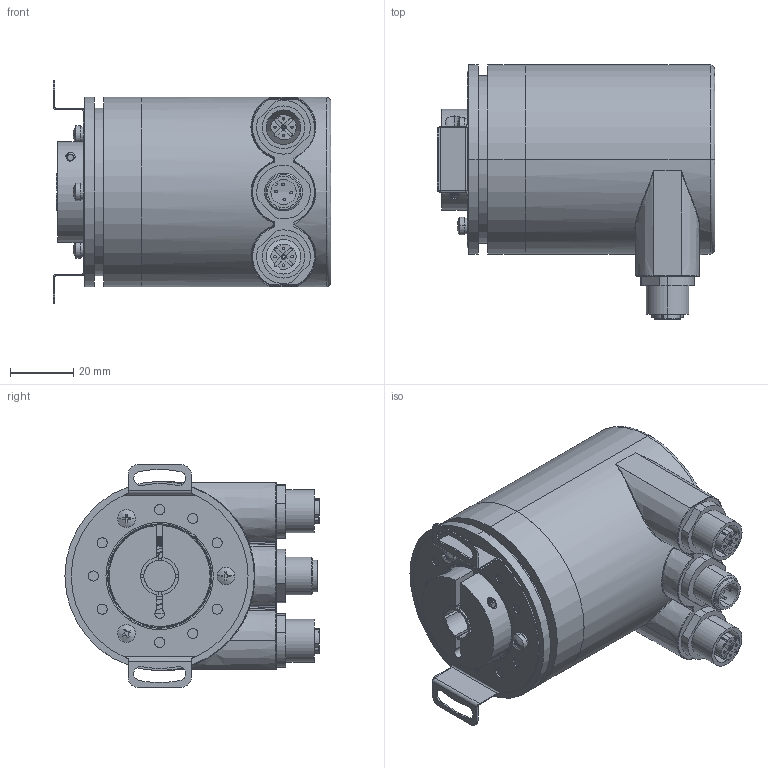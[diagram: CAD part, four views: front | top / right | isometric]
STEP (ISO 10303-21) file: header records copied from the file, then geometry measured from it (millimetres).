
FILE_DESCRIPTION (( 'STEP AP214' ), '1' );
FILE_NAME ('NCCA5801B10-AP俋倛芞1.STEP', '2025-12-25T07:16:56', ( 'NING MEI' ), ( '' ), 'SwSTEP 2.0', 'SolidWorks 2014', '' );
FILE_SCHEMA (( 'AUTOMOTIVE_DESIGN' ));
Length unit declared in the file: millimetre
Products named in the file (1): NCCA5801B10-AP俋倛芞1
Bounding box: 88 x 80.5 x 70.5 mm (x, y, z)
Surface area: 33663.9 mm2 (no closed solid volume)
Topology: 0 solids, 122 shells, 535 faces, 2320 edges, 1911 vertices
Faces by surface type: plane 231, cylinder 228, bspline 41, cone 35
Entity records: 53673 total; most frequent: CARTESIAN_POINT 31183, ORIENTED_EDGE 3362, DIRECTION 2577, EDGE_CURVE 2310, VERTEX_POINT 1911, B_SPLINE_CURVE_WITH_KNOTS 958, VECTOR 929, LINE 929
